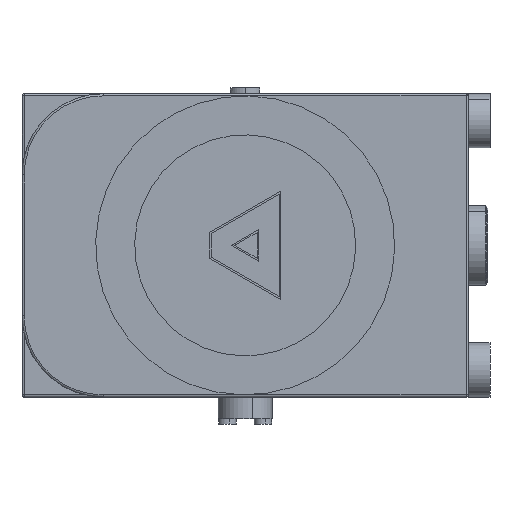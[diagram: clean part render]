
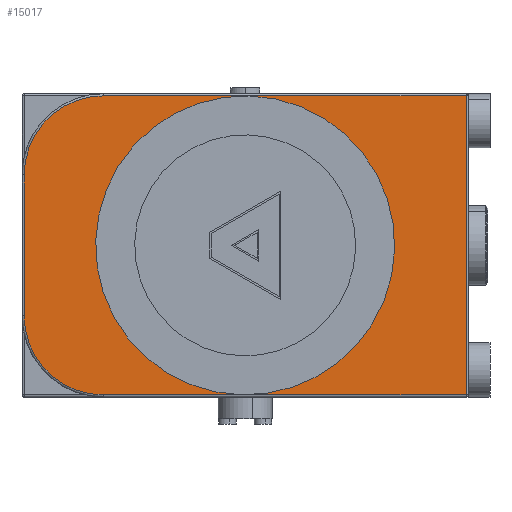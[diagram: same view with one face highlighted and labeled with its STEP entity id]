
A CAD part, left-side view. The second image highlights one B-rep face of the part: STEP entity #15017.
In plain terms, the highlighted planar face has unit normal (-1, 0, 0).
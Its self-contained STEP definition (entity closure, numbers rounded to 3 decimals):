
#398 = CARTESIAN_POINT ( 'NONE',  ( -109.5, 0., 0. ) ) ;
#1272 = VECTOR ( 'NONE', #10877, 1000. ) ;
#1276 = EDGE_CURVE ( 'NONE', #21330, #9875, #25860, .T. ) ;
#1417 = EDGE_CURVE ( 'NONE', #9875, #21330, #17348, .T. ) ;
#1464 = VECTOR ( 'NONE', #25291, 1000. ) ;
#1801 = EDGE_CURVE ( 'NONE', #31434, #2074, #5899, .T. ) ;
#1931 = FACE_OUTER_BOUND ( 'NONE', #6037, .T. ) ;
#2074 = VERTEX_POINT ( 'NONE', #15697 ) ;
#2222 = DIRECTION ( 'NONE',  ( 0., 1., 0. ) ) ;
#2947 = AXIS2_PLACEMENT_3D ( 'NONE', #7468, #10141, #31858 ) ;
#4228 = ORIENTED_EDGE ( 'NONE', *, *, #1417, .T. ) ;
#4691 = CARTESIAN_POINT ( 'NONE',  ( -109.5, 0., 136.8 ) ) ;
#5731 = CARTESIAN_POINT ( 'NONE',  ( -109.5, -206., -138. ) ) ;
#5899 = LINE ( 'NONE', #8921, #1464 ) ;
#6037 = EDGE_LOOP ( 'NONE', ( #15234, #6834, #32651, #8152, #15653, #34747 ) ) ;
#6834 = ORIENTED_EDGE ( 'NONE', *, *, #9323, .T. ) ;
#7333 = EDGE_CURVE ( 'NONE', #13017, #31434, #28844, .T. ) ;
#7468 = CARTESIAN_POINT ( 'NONE',  ( -109.5, 0., 0. ) ) ;
#7514 = VECTOR ( 'NONE', #16618, 1000. ) ;
#7599 = LINE ( 'NONE', #18639, #20772 ) ;
#7812 = CARTESIAN_POINT ( 'NONE',  ( -109.5, 131., 65. ) ) ;
#8152 = ORIENTED_EDGE ( 'NONE', *, *, #31691, .T. ) ;
#8255 = AXIS2_PLACEMENT_3D ( 'NONE', #29462, #24449, #19322 ) ;
#8422 = LINE ( 'NONE', #5731, #7514 ) ;
#8921 = CARTESIAN_POINT ( 'NONE',  ( -109.5, 204., -140. ) ) ;
#9323 = EDGE_CURVE ( 'NONE', #2074, #15402, #12219, .T. ) ;
#9809 = EDGE_CURVE ( 'NONE', #13668, #13017, #7599, .T. ) ;
#9875 = VERTEX_POINT ( 'NONE', #26985 ) ;
#9983 = AXIS2_PLACEMENT_3D ( 'NONE', #398, #19499, #22480 ) ;
#10141 = DIRECTION ( 'NONE',  ( 1., 0., 0. ) ) ;
#10838 = DIRECTION ( 'NONE',  ( -1., 0., 0. ) ) ;
#10877 = DIRECTION ( 'NONE',  ( 0., 0., 1. ) ) ;
#12219 = CIRCLE ( 'NONE', #16767, 73. ) ;
#12796 = CARTESIAN_POINT ( 'NONE',  ( -109.5, -204., -138. ) ) ;
#12827 = FACE_BOUND ( 'NONE', #13984, .T. ) ;
#13017 = VERTEX_POINT ( 'NONE', #34030 ) ;
#13668 = VERTEX_POINT ( 'NONE', #23996 ) ;
#13984 = EDGE_LOOP ( 'NONE', ( #18622, #4228 ) ) ;
#15017 = ADVANCED_FACE ( 'NONE', ( #1931, #12827 ), #23659, .F. ) ;
#15234 = ORIENTED_EDGE ( 'NONE', *, *, #1801, .T. ) ;
#15402 = VERTEX_POINT ( 'NONE', #18647 ) ;
#15489 = DIRECTION ( 'NONE',  ( 0., 0., -1. ) ) ;
#15653 = ORIENTED_EDGE ( 'NONE', *, *, #9809, .T. ) ;
#15697 = CARTESIAN_POINT ( 'NONE',  ( -109.5, 204., -65. ) ) ;
#16618 = DIRECTION ( 'NONE',  ( 0., -1., 0. ) ) ;
#16767 = AXIS2_PLACEMENT_3D ( 'NONE', #23114, #18161, #15489 ) ;
#17348 = CIRCLE ( 'NONE', #9983, 136.8 ) ;
#18161 = DIRECTION ( 'NONE',  ( -1., 0., 0. ) ) ;
#18622 = ORIENTED_EDGE ( 'NONE', *, *, #1276, .T. ) ;
#18639 = CARTESIAN_POINT ( 'NONE',  ( -109.5, 206., 138. ) ) ;
#18647 = CARTESIAN_POINT ( 'NONE',  ( -109.5, 131., -138. ) ) ;
#19322 = DIRECTION ( 'NONE',  ( 0., 0., -1. ) ) ;
#19499 = DIRECTION ( 'NONE',  ( 1., 0., 0. ) ) ;
#20300 = AXIS2_PLACEMENT_3D ( 'NONE', #7812, #10838, #29528 ) ;
#20772 = VECTOR ( 'NONE', #2222, 1000. ) ;
#21330 = VERTEX_POINT ( 'NONE', #4691 ) ;
#22480 = DIRECTION ( 'NONE',  ( 0., 0., -1. ) ) ;
#23114 = CARTESIAN_POINT ( 'NONE',  ( -109.5, 131., -65. ) ) ;
#23659 = PLANE ( 'NONE',  #2947 ) ;
#23996 = CARTESIAN_POINT ( 'NONE',  ( -109.5, -204., 138. ) ) ;
#24449 = DIRECTION ( 'NONE',  ( 1., 0., 0. ) ) ;
#25063 = VERTEX_POINT ( 'NONE', #12796 ) ;
#25122 = CARTESIAN_POINT ( 'NONE',  ( -109.5, 204., 65. ) ) ;
#25291 = DIRECTION ( 'NONE',  ( 0., 0., -1. ) ) ;
#25860 = CIRCLE ( 'NONE', #8255, 136.8 ) ;
#26985 = CARTESIAN_POINT ( 'NONE',  ( -109.5, 0., -136.8 ) ) ;
#28146 = EDGE_CURVE ( 'NONE', #15402, #25063, #8422, .T. ) ;
#28844 = CIRCLE ( 'NONE', #20300, 73. ) ;
#29462 = CARTESIAN_POINT ( 'NONE',  ( -109.5, 0., 0. ) ) ;
#29528 = DIRECTION ( 'NONE',  ( 0., 0., -1. ) ) ;
#31434 = VERTEX_POINT ( 'NONE', #25122 ) ;
#31691 = EDGE_CURVE ( 'NONE', #25063, #13668, #32409, .T. ) ;
#31858 = DIRECTION ( 'NONE',  ( 0., 0., -1. ) ) ;
#32409 = LINE ( 'NONE', #35265, #1272 ) ;
#32651 = ORIENTED_EDGE ( 'NONE', *, *, #28146, .T. ) ;
#34030 = CARTESIAN_POINT ( 'NONE',  ( -109.5, 131., 138. ) ) ;
#34747 = ORIENTED_EDGE ( 'NONE', *, *, #7333, .T. ) ;
#35265 = CARTESIAN_POINT ( 'NONE',  ( -109.5, -204., 140. ) ) ;
